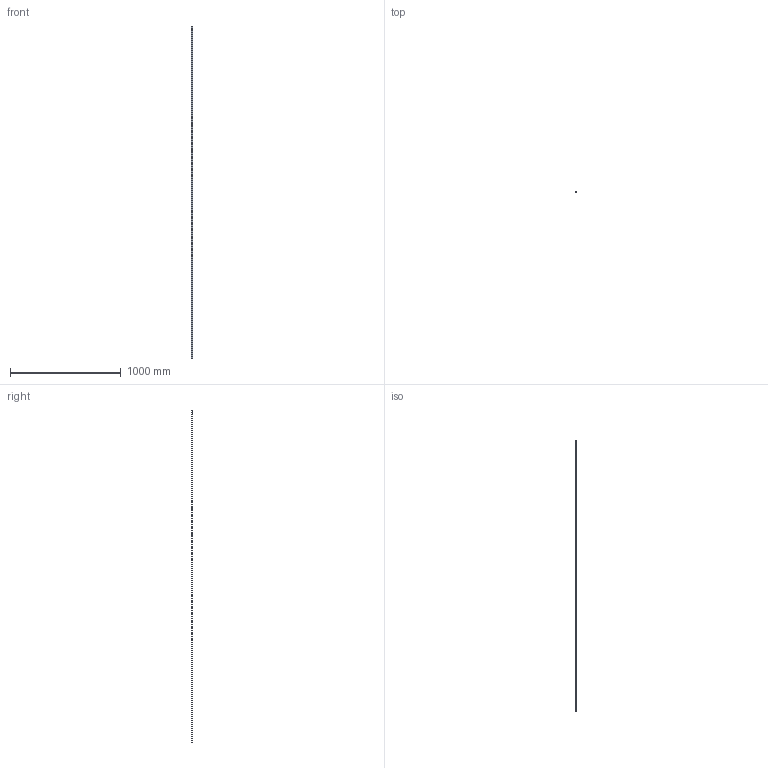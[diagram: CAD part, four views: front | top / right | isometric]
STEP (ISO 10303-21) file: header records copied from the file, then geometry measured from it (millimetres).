
FILE_DESCRIPTION (( 'STEP AP203' ), '1' );
FILE_NAME ('6301.step', '2015-09-17T15:51:08', ( '' ), ( '' ), 'SwSTEP 2.0', 'SolidWorks 2015', '' );
FILE_SCHEMA (( 'CONFIG_CONTROL_DESIGN' ));
Length unit declared in the file: millimetre
Products named in the file (1): 6301
Bounding box: 11.5 x 3 x 3000 mm (x, y, z)
Volume: 69689.7 mm3; surface area: 78632.2 mm2
Topology: 1 solids, 1 shells, 181 faces, 486 edges, 324 vertices
Faces by surface type: plane 90, bspline 80, cylinder 11
Entity records: 9855 total; most frequent: CARTESIAN_POINT 5768, ORIENTED_EDGE 972, DIRECTION 552, EDGE_CURVE 486, VERTEX_POINT 324, LINE 304, VECTOR 304, EDGE_LOOP 198
